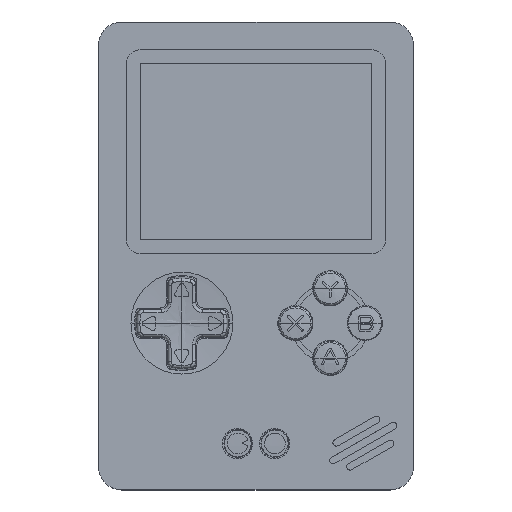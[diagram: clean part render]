
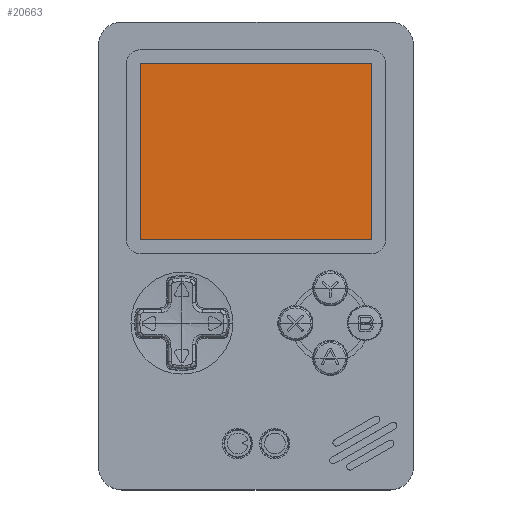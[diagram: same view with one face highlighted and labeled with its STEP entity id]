
A CAD part, top view. The second image highlights one B-rep face of the part: STEP entity #20663.
In plain terms, the highlighted planar face has unit normal (0, 0, 1).
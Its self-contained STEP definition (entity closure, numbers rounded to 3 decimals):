
#2243 = CARTESIAN_POINT ( 'NONE',  ( 0., 0., 0.2 ) ) ;
#2615 = VERTEX_POINT ( 'NONE', #28114 ) ;
#2691 = CARTESIAN_POINT ( 'NONE',  ( -25., 19., 0.2 ) ) ;
#3529 = EDGE_CURVE ( 'NONE', #27384, #2615, #12824, .T. ) ;
#3704 = DIRECTION ( 'NONE',  ( -1., 0., 0. ) ) ;
#4192 = VECTOR ( 'NONE', #3704, 1000. ) ;
#4503 = AXIS2_PLACEMENT_3D ( 'NONE', #2243, #16790, #34508 ) ;
#5048 = CARTESIAN_POINT ( 'NONE',  ( 25., -19., 0.2 ) ) ;
#5497 = FACE_OUTER_BOUND ( 'NONE', #29321, .T. ) ;
#5664 = CARTESIAN_POINT ( 'NONE',  ( 25., 19., 0.2 ) ) ;
#7441 = ORIENTED_EDGE ( 'NONE', *, *, #25126, .T. ) ;
#7757 = CARTESIAN_POINT ( 'NONE',  ( 25., 19., 0.2 ) ) ;
#8406 = VERTEX_POINT ( 'NONE', #23350 ) ;
#10716 = VECTOR ( 'NONE', #35200, 1000. ) ;
#10831 = ORIENTED_EDGE ( 'NONE', *, *, #3529, .T. ) ;
#10960 = LINE ( 'NONE', #7757, #30888 ) ;
#11777 = ORIENTED_EDGE ( 'NONE', *, *, #32650, .T. ) ;
#12381 = VECTOR ( 'NONE', #19588, 1000. ) ;
#12824 = LINE ( 'NONE', #5048, #12381 ) ;
#16790 = DIRECTION ( 'NONE',  ( 0., 0., -1. ) ) ;
#18863 = ORIENTED_EDGE ( 'NONE', *, *, #33096, .T. ) ;
#19588 = DIRECTION ( 'NONE',  ( 1., 0., 0. ) ) ;
#19591 = PLANE ( 'NONE',  #4503 ) ;
#20663 = ADVANCED_FACE ( 'NONE', ( #5497 ), #19591, .F. ) ;
#20667 = VERTEX_POINT ( 'NONE', #5664 ) ;
#23350 = CARTESIAN_POINT ( 'NONE',  ( -25., 19., 0.2 ) ) ;
#24877 = DIRECTION ( 'NONE',  ( 0., 1., 0. ) ) ;
#25126 = EDGE_CURVE ( 'NONE', #8406, #27384, #29734, .T. ) ;
#26417 = LINE ( 'NONE', #32767, #4192 ) ;
#27384 = VERTEX_POINT ( 'NONE', #34528 ) ;
#28114 = CARTESIAN_POINT ( 'NONE',  ( 25., -19., 0.2 ) ) ;
#29321 = EDGE_LOOP ( 'NONE', ( #7441, #10831, #18863, #11777 ) ) ;
#29734 = LINE ( 'NONE', #2691, #10716 ) ;
#30888 = VECTOR ( 'NONE', #24877, 1000. ) ;
#32650 = EDGE_CURVE ( 'NONE', #20667, #8406, #26417, .T. ) ;
#32767 = CARTESIAN_POINT ( 'NONE',  ( 25., 19., 0.2 ) ) ;
#33096 = EDGE_CURVE ( 'NONE', #2615, #20667, #10960, .T. ) ;
#34508 = DIRECTION ( 'NONE',  ( -1., 0., 0. ) ) ;
#34528 = CARTESIAN_POINT ( 'NONE',  ( -25., -19., 0.2 ) ) ;
#35200 = DIRECTION ( 'NONE',  ( 0., -1., 0. ) ) ;
